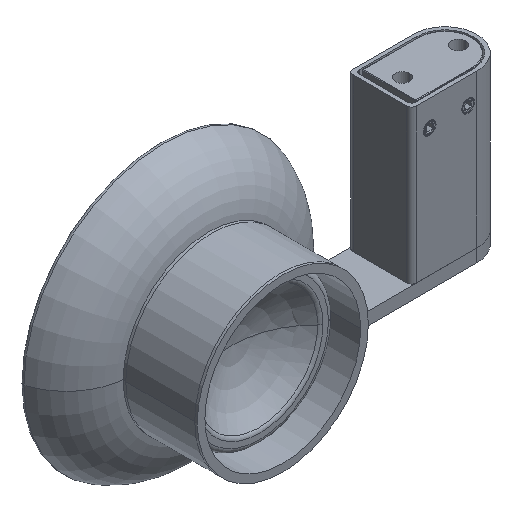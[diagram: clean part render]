
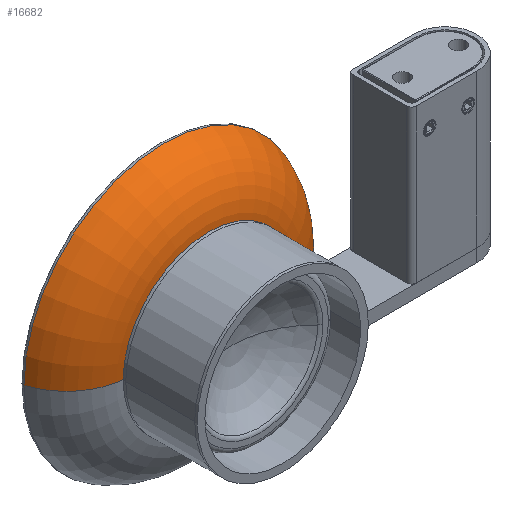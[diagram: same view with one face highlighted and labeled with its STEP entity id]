
A CAD part, isometric view. The second image highlights one B-rep face of the part: STEP entity #16682.
In plain terms, the highlighted toroidal (fillet/blend) face has major radius 30.731 mm and minor radius 25 mm.
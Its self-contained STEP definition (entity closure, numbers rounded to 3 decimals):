
#16358=CARTESIAN_POINT('',(20.026,0.,0.));
#16359=DIRECTION('',(1.,0.,0.));
#16360=DIRECTION('',(0.,1.,0.));
#16361=AXIS2_PLACEMENT_3D('',#16358,#16359,#16360);
#16363=CARTESIAN_POINT('',(37.708,0.,0.));
#16364=DIRECTION('',(1.,0.,0.));
#16365=DIRECTION('',(0.,1.,0.));
#16366=AXIS2_PLACEMENT_3D('',#16363,#16364,#16365);
#16368=CARTESIAN_POINT('',(45.,-30.731,0.));
#16369=DIRECTION('',(0.,0.,1.));
#16370=DIRECTION('',(-0.999,-0.045,0.));
#16371=AXIS2_PLACEMENT_3D('',#16368,#16369,#16370);
#16451=CARTESIAN_POINT('',(45.,30.731,0.));
#16452=DIRECTION('',(0.,0.,-1.));
#16453=DIRECTION('',(-0.999,0.045,0.));
#16454=AXIS2_PLACEMENT_3D('',#16451,#16452,#16453);
#16574=CARTESIAN_POINT('',(37.708,-54.644,
0.));
#16575=CARTESIAN_POINT('',(37.708,54.644,
0.));
#16576=VERTEX_POINT('',#16574);
#16577=VERTEX_POINT('',#16575);
#16590=CARTESIAN_POINT('',(20.026,31.863,
0.));
#16591=CARTESIAN_POINT('',(20.026,-31.863,
0.));
#16592=VERTEX_POINT('',#16590);
#16593=VERTEX_POINT('',#16591);
#16668=CARTESIAN_POINT('',(45.,0.,0.));
#16669=DIRECTION('',(1.,0.,0.));
#16670=DIRECTION('',(0.,-1.,0.));
#16671=AXIS2_PLACEMENT_3D('',#16668,#16669,#16670);
#16672=TOROIDAL_SURFACE('',#16671,30.731,25.);
#16674=ORIENTED_EDGE('',*,*,#16673,.F.);
#16676=ORIENTED_EDGE('',*,*,#16675,.T.);
#16677=ORIENTED_EDGE('',*,*,#16662,.T.);
#16679=ORIENTED_EDGE('',*,*,#16678,.F.);
#16680=EDGE_LOOP('',(#16674,#16676,#16677,#16679));
#16681=FACE_OUTER_BOUND('',#16680,.F.);
#16362=CIRCLE('',#16361,31.863);
#16367=CIRCLE('',#16366,54.644);
#16372=CIRCLE('',#16371,25.);
#16455=CIRCLE('',#16454,25.);
#16662=EDGE_CURVE('',#16577,#16576,#16367,.T.);
#16673=EDGE_CURVE('',#16592,#16593,#16362,.T.);
#16675=EDGE_CURVE('',#16592,#16577,#16455,.T.);
#16678=EDGE_CURVE('',#16593,#16576,#16372,.T.);
#16682=ADVANCED_FACE('',(#16681),#16672,.T.);
